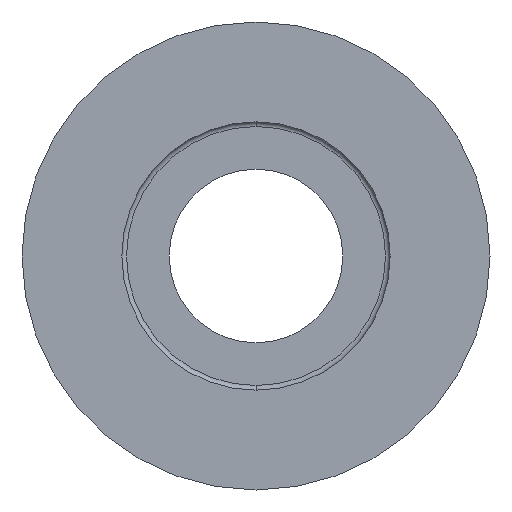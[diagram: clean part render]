
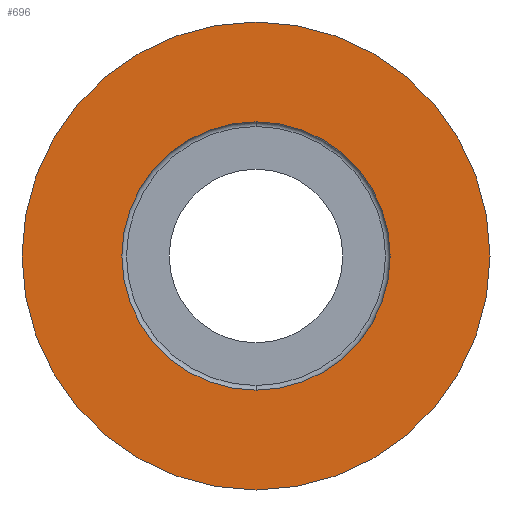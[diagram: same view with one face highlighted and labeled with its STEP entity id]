
A CAD part, front view. The second image highlights one B-rep face of the part: STEP entity #696.
In plain terms, the highlighted planar face has unit normal (0, -1, 0).
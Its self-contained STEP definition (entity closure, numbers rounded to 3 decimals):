
#26 = AXIS2_PLACEMENT_3D ( 'NONE', #710, #292, #789 ) ;
#29 = PLANE ( 'NONE',  #107 ) ;
#76 = ORIENTED_EDGE ( 'NONE', *, *, #444, .F. ) ;
#93 = VERTEX_POINT ( 'NONE', #916 ) ;
#107 = AXIS2_PLACEMENT_3D ( 'NONE', #597, #527, #108 ) ;
#108 = DIRECTION ( 'NONE',  ( 0., 0., -1. ) ) ;
#113 = ORIENTED_EDGE ( 'NONE', *, *, #308, .T. ) ;
#115 = EDGE_CURVE ( 'NONE', #93, #496, #197, .T. ) ;
#124 = CIRCLE ( 'NONE', #570, 15. ) ;
#132 = EDGE_LOOP ( 'NONE', ( #171, #76 ) ) ;
#141 = CARTESIAN_POINT ( 'NONE',  ( 0., 0., 0. ) ) ;
#171 = ORIENTED_EDGE ( 'NONE', *, *, #115, .F. ) ;
#179 = CARTESIAN_POINT ( 'NONE',  ( 0., 0., 0. ) ) ;
#197 = CIRCLE ( 'NONE', #780, 8.6 ) ;
#200 = CARTESIAN_POINT ( 'NONE',  ( 0., 0., 0. ) ) ;
#207 = DIRECTION ( 'NONE',  ( 0., 0., -1. ) ) ;
#255 = CIRCLE ( 'NONE', #759, 15. ) ;
#261 = DIRECTION ( 'NONE',  ( 0., 0., -1. ) ) ;
#280 = DIRECTION ( 'NONE',  ( 0., 0., -1. ) ) ;
#292 = DIRECTION ( 'NONE',  ( 0., -1., 0. ) ) ;
#294 = CARTESIAN_POINT ( 'NONE',  ( 0., 0., 15. ) ) ;
#308 = EDGE_CURVE ( 'NONE', #897, #619, #124, .T. ) ;
#311 = FACE_BOUND ( 'NONE', #132, .T. ) ;
#348 = EDGE_CURVE ( 'NONE', #619, #897, #255, .T. ) ;
#394 = ORIENTED_EDGE ( 'NONE', *, *, #348, .T. ) ;
#417 = CIRCLE ( 'NONE', #26, 8.6 ) ;
#444 = EDGE_CURVE ( 'NONE', #496, #93, #417, .T. ) ;
#451 = CARTESIAN_POINT ( 'NONE',  ( 0., 0., -15. ) ) ;
#496 = VERTEX_POINT ( 'NONE', #940 ) ;
#527 = DIRECTION ( 'NONE',  ( 0., -1., 0. ) ) ;
#570 = AXIS2_PLACEMENT_3D ( 'NONE', #200, #695, #280 ) ;
#597 = CARTESIAN_POINT ( 'NONE',  ( 0., 0., 0. ) ) ;
#619 = VERTEX_POINT ( 'NONE', #451 ) ;
#635 = DIRECTION ( 'NONE',  ( 0., -1., 0. ) ) ;
#659 = FACE_OUTER_BOUND ( 'NONE', #726, .T. ) ;
#676 = DIRECTION ( 'NONE',  ( 0., -1., 0. ) ) ;
#695 = DIRECTION ( 'NONE',  ( 0., -1., 0. ) ) ;
#696 = ADVANCED_FACE ( 'NONE', ( #659, #311 ), #29, .T. ) ;
#710 = CARTESIAN_POINT ( 'NONE',  ( 0., 0., 0. ) ) ;
#726 = EDGE_LOOP ( 'NONE', ( #394, #113 ) ) ;
#759 = AXIS2_PLACEMENT_3D ( 'NONE', #141, #635, #207 ) ;
#780 = AXIS2_PLACEMENT_3D ( 'NONE', #179, #676, #261 ) ;
#789 = DIRECTION ( 'NONE',  ( 0., 0., -1. ) ) ;
#897 = VERTEX_POINT ( 'NONE', #294 ) ;
#916 = CARTESIAN_POINT ( 'NONE',  ( 0., 0., -8.6 ) ) ;
#940 = CARTESIAN_POINT ( 'NONE',  ( 0., 0., 8.6 ) ) ;
